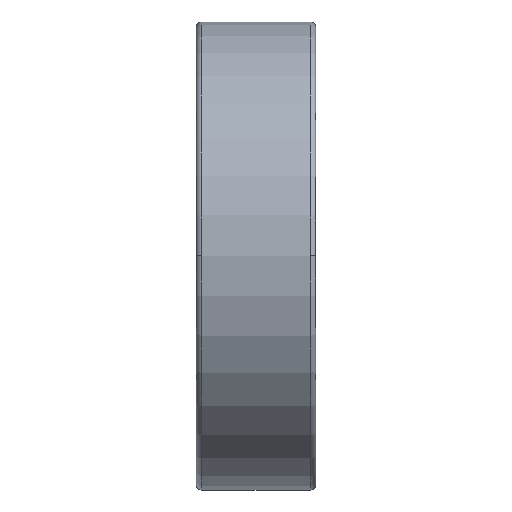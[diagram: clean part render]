
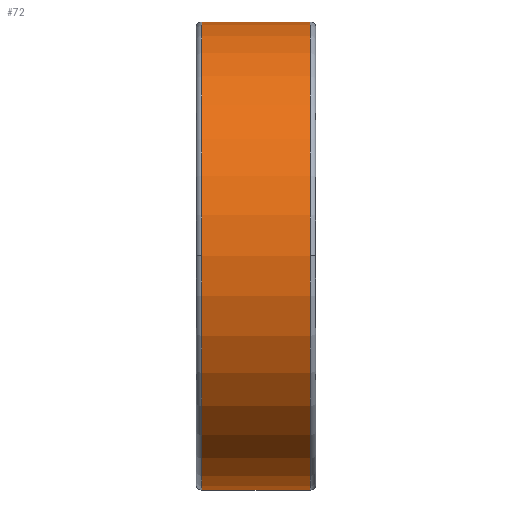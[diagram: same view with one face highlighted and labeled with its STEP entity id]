
A CAD part, top view. The second image highlights one B-rep face of the part: STEP entity #72.
In plain terms, the highlighted cylindrical face has radius 90 mm (diameter 180 mm), a partial arc.
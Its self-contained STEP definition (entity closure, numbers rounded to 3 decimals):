
#72=ADVANCED_FACE('',(#255),#256,.T.);
#255=FACE_OUTER_BOUND('',#695,.T.);
#256=CYLINDRICAL_SURFACE('',#696,90.0);
#695=EDGE_LOOP('',(#1149,#1150,#1151,#1152,#1153,#1154));
#696=AXIS2_PLACEMENT_3D('',#1155,#1156,#1157);
#1149=ORIENTED_EDGE('',*,*,#2439,.F.);
#1150=ORIENTED_EDGE('',*,*,#2440,.T.);
#1151=ORIENTED_EDGE('',*,*,#2441,.T.);
#1152=ORIENTED_EDGE('',*,*,#2442,.F.);
#1153=ORIENTED_EDGE('',*,*,#2443,.F.);
#1154=ORIENTED_EDGE('',*,*,#2435,.F.);
#1155=CARTESIAN_POINT('',(23.0,0.0,0.0));
#1156=DIRECTION('',(1.0,0.0,0.0));
#1157=DIRECTION('',(0.0,1.0,0.0));
#2435=EDGE_CURVE('',#2820,#2822,#2823,.T.);
#2439=EDGE_CURVE('',#2829,#2820,#2830,.T.);
#2440=EDGE_CURVE('',#2829,#2831,#2832,.T.);
#2441=EDGE_CURVE('',#2831,#2833,#2834,.T.);
#2442=EDGE_CURVE('',#2835,#2833,#2836,.T.);
#2443=EDGE_CURVE('',#2822,#2835,#2837,.T.);
#2820=VERTEX_POINT('',#3476);
#2822=VERTEX_POINT('',#3478);
#2823=CIRCLE('',#3479,90.0);
#2829=VERTEX_POINT('',#3485);
#2830=LINE('',#3486,#3487);
#2831=VERTEX_POINT('',#3488);
#2832=CIRCLE('',#3489,90.0);
#2833=VERTEX_POINT('',#3490);
#2834=CIRCLE('',#3491,90.0);
#2835=VERTEX_POINT('',#3492);
#2836=LINE('',#3493,#3494);
#2837=CIRCLE('',#3495,90.0);
#3476=CARTESIAN_POINT('',(43.9,90.0,0.0));
#3478=CARTESIAN_POINT('',(43.9,0.,90.0));
#3479=AXIS2_PLACEMENT_3D('',#6735,#6736,#6737);
#3485=CARTESIAN_POINT('',(2.1,90.0,0.0));
#3486=CARTESIAN_POINT('',(23.0,90.0,0.));
#3487=VECTOR('',#6747,1.0);
#3488=CARTESIAN_POINT('',(2.1,0.,90.0));
#3489=AXIS2_PLACEMENT_3D('',#6748,#6749,#6750);
#3490=CARTESIAN_POINT('',(2.1,-90.0,0.));
#3491=AXIS2_PLACEMENT_3D('',#6751,#6752,#6753);
#3492=CARTESIAN_POINT('',(43.9,-90.0,0.));
#3493=CARTESIAN_POINT('',(23.0,-90.0,0.));
#3494=VECTOR('',#6754,1.0);
#3495=AXIS2_PLACEMENT_3D('',#6755,#6756,#6757);
#6735=CARTESIAN_POINT('',(43.9,0.0,0.0));
#6736=DIRECTION('',(1.0,0.0,0.0));
#6737=DIRECTION('',(0.0,1.0,0.0));
#6747=DIRECTION('',(1.0,0.0,0.0));
#6748=CARTESIAN_POINT('',(2.1,0.0,0.0));
#6749=DIRECTION('',(1.0,0.0,0.0));
#6750=DIRECTION('',(0.0,1.0,0.0));
#6751=CARTESIAN_POINT('',(2.1,0.0,0.0));
#6752=DIRECTION('',(1.0,0.0,0.0));
#6753=DIRECTION('',(0.0,1.0,0.0));
#6754=DIRECTION('',(-1.0,-0.0,-0.0));
#6755=CARTESIAN_POINT('',(43.9,0.0,0.0));
#6756=DIRECTION('',(1.0,0.0,0.0));
#6757=DIRECTION('',(0.0,1.0,0.0));
